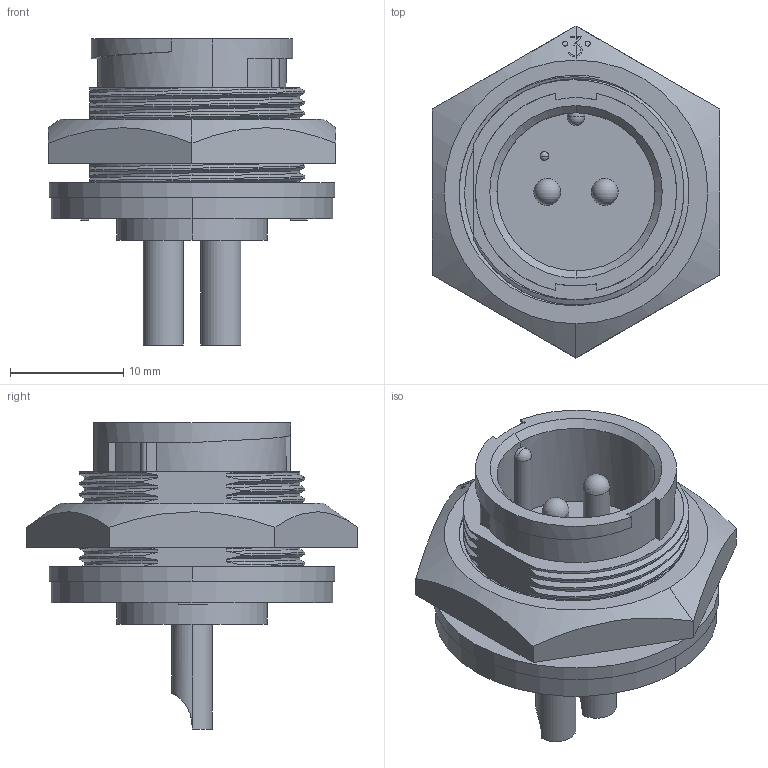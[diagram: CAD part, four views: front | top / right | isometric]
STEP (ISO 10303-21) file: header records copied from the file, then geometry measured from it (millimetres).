
FILE_DESCRIPTION (( 'STEP AP214' ), '1' );
FILE_NAME ('4182-2PG-3ES.STEP', '2017-03-10T16:33:38', ( '' ), ( '' ), 'SwSTEP 2.0', 'SolidWorks 2014', '' );
FILE_SCHEMA (( 'AUTOMOTIVE_DESIGN' ));
Length unit declared in the file: millimetre
Products named in the file (1): 4182-2PG-3ES
Bounding box: 25.4 x 29.33 x 27.05 mm (x, y, z)
Volume: 5024.8 mm3; surface area: 4175.6 mm2
Topology: 2 solids, 2 shells, 238 faces, 656 edges, 430 vertices
Faces by surface type: cylinder 81, plane 73, bspline 67, cone 14, sphere 3
Entity records: 16150 total; most frequent: CARTESIAN_POINT 10984, ORIENTED_EDGE 1288, DIRECTION 745, EDGE_CURVE 644, VERTEX_POINT 425, EDGE_LOOP 255, VECTOR 253, LINE 253
